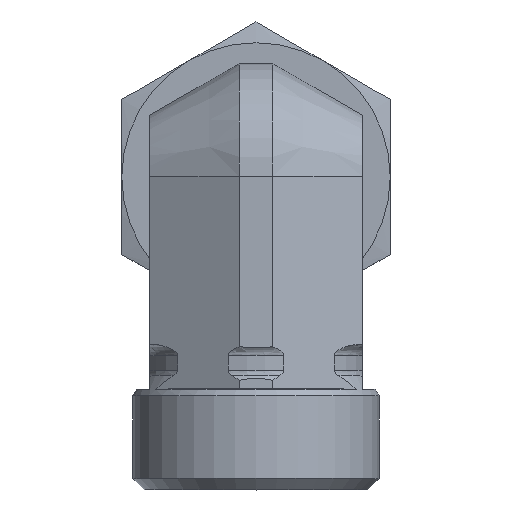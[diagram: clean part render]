
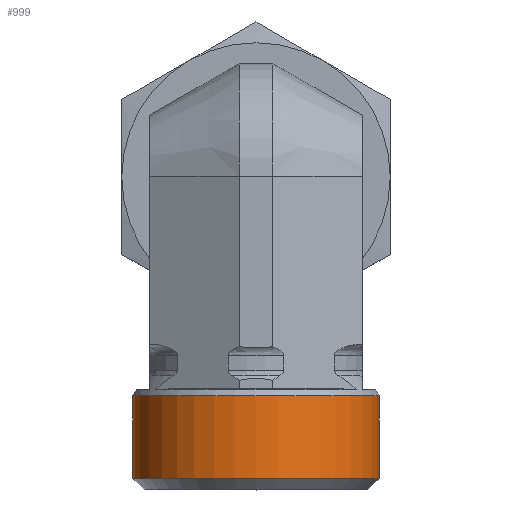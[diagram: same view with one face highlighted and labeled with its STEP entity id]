
A CAD part, top view. The second image highlights one B-rep face of the part: STEP entity #999.
In plain terms, the highlighted cylindrical face has radius 11 mm (diameter 22 mm), a full revolution.
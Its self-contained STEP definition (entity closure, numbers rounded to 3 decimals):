
#957=CARTESIAN_POINT('',(-6.621,-18.852,19.0));
#958=VERTEX_POINT('',#957);
#959=CARTESIAN_POINT('',(-17.621,-18.852,19.0));
#960=DIRECTION('',(0.0,-1.0,0.0));
#961=DIRECTION('',(-1.0,0.0,0.0));
#962=AXIS2_PLACEMENT_3D('',#959,#960,#961);
#963=CIRCLE('',#962,11.0);
#964=EDGE_CURVE('',#958,#958,#963,.T.);
#980=CARTESIAN_POINT('',(-17.621,-19.852,19.0));
#981=DIRECTION('',(0.0,1.0,0.0));
#982=DIRECTION('',(-1.0,0.0,0.0));
#983=AXIS2_PLACEMENT_3D('',#980,#981,#982);
#984=CYLINDRICAL_SURFACE('',#983,11.0);
#985=CARTESIAN_POINT('',(-28.621,-11.444,19.));
#986=VERTEX_POINT('',#985);
#987=CARTESIAN_POINT('',(-17.621,-11.444,19.0));
#988=DIRECTION('',(0.0,-1.0,0.0));
#989=DIRECTION('',(-1.0,0.0,0.0));
#990=AXIS2_PLACEMENT_3D('',#987,#988,#989);
#991=CIRCLE('',#990,11.0);
#992=EDGE_CURVE('',#986,#986,#991,.T.);
#993=ORIENTED_EDGE('',*,*,#992,.T.);
#994=EDGE_LOOP('',(#993));
#995=FACE_OUTER_BOUND('',#994,.T.);
#996=ORIENTED_EDGE('',*,*,#964,.F.);
#997=EDGE_LOOP('',(#996));
#998=FACE_BOUND('',#997,.T.);
#999=ADVANCED_FACE('',(#995,#998),#984,.T.);
